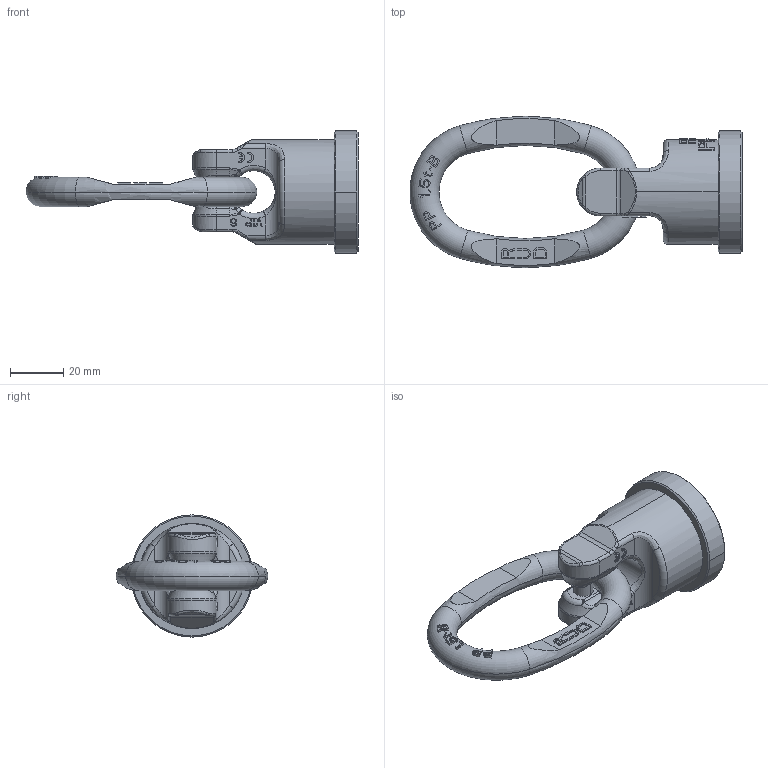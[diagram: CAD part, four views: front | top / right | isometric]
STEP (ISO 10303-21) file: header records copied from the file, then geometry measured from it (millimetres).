
FILE_DESCRIPTION((''),'2;1');
FILE_NAME('001-M31452-P-40_ASM','2019-03-15T',('anja.joas'),(''),'PRO/ENGINEER BY PARAMETRIC TECHNOLOGY CORPORATION, 2011490','PRO/ENGINEER BY PARAMETRIC TECHNOLOGY CORPORATION, 2011490','');
FILE_SCHEMA(('CONFIG_CONTROL_DESIGN'));
Length unit declared in the file: millimetre
Products named in the file (4): 001-M31452-P-20_AF0; 001-M31452-P-50; 001-M31290-001; 001-M31452-P-40_ASM
Assembly tree (3 placements, depth 2):
  001-M31452-P-40_ASM
    001-M31452-P-20_AF0
    001-M31452-P-50
    001-M31290-001
Bounding box: 124.91 x 57 x 46 mm (x, y, z)
Volume: 70262.6 mm3; surface area: 19579.3 mm2
Topology: 3 solids, 3 shells, 776 faces, 2059 edges, 1330 vertices
Faces by surface type: plane 594, bspline 72, cylinder 68, torus 32, cone 6, sphere 4
Entity records: 26653 total; most frequent: CARTESIAN_POINT 8414, ORIENTED_EDGE 4118, DIRECTION 3224, EDGE_CURVE 2059, VERTEX_POINT 1330, VECTOR 1238, LINE 1238, AXIS2_PLACEMENT_3D 993
